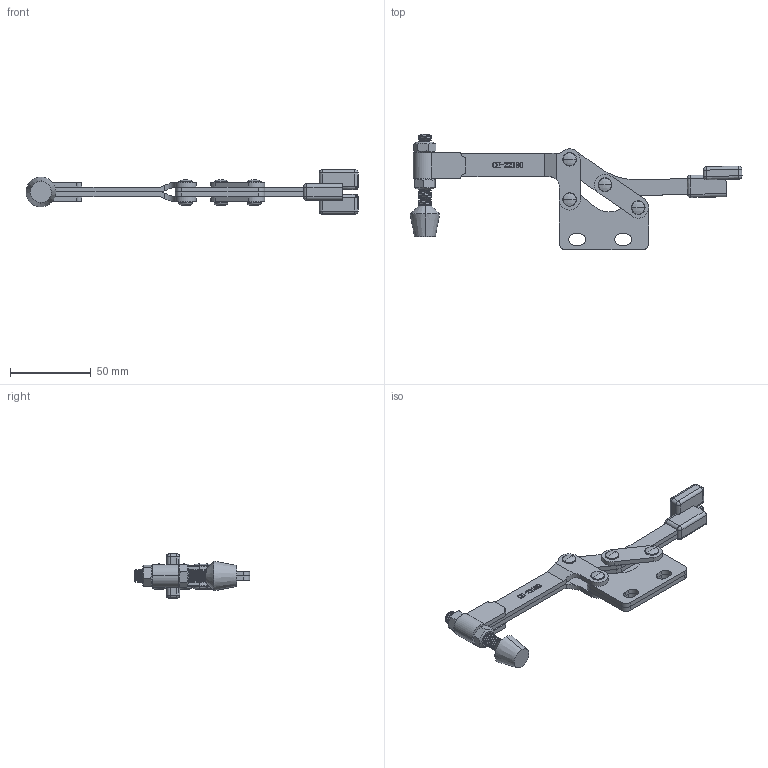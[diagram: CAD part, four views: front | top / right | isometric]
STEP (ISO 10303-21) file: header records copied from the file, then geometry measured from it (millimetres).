
FILE_DESCRIPTION (( 'STEP AP203' ), '1' );
FILE_NAME ('CH-22180.STEP', '2017-11-18T03:52:18', ( 'Windows' ), ( 'Microsoft' ), 'SwSTEP 2.0', 'SolidWorks 2015', '' );
FILE_SCHEMA (( 'CONFIG_CONTROL_DESIGN' ));
Length unit declared in the file: millimetre
Products named in the file (11): 22165-06; FC-56212-01; FC-56212; CH-22180揤參; 175BR; 22165-03; 22180-01; 22165-05; CH-22180; 22165-01; 22165-04
Assembly tree (16 placements, depth 3):
  CH-22180
    22165-01
      22165-03
      22165-05
    22165-04  x2
    22165-06  x4
    FC-56212-01  x2
    FC-56212
    CH-22180揤參
    175BR
    22180-01  x2
Bounding box: 205.97 x 71.79 x 27.6 mm (x, y, z)
Volume: 44594.4 mm3; surface area: 37102.7 mm2
Topology: 16 solids, 16 shells, 860 faces, 2280 edges, 1466 vertices
Faces by surface type: plane 347, cylinder 252, bspline 166, cone 43, torus 32, sphere 20
Entity records: 34873 total; most frequent: CARTESIAN_POINT 16811, ORIENTED_EDGE 3886, DIRECTION 2852, EDGE_CURVE 1943, VERTEX_POINT 1268, LINE 1150, VECTOR 1150, AXIS2_PLACEMENT_3D 851
